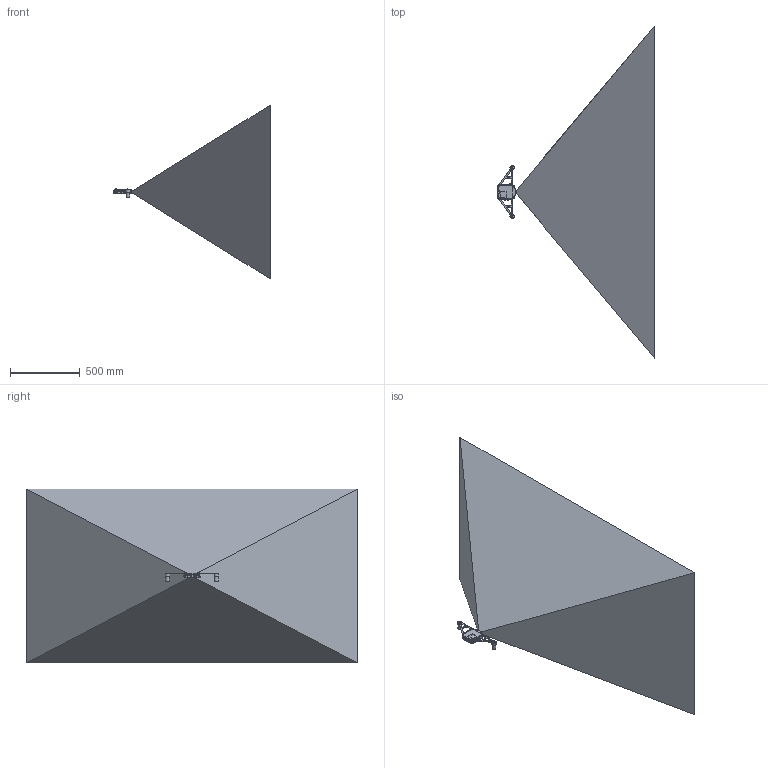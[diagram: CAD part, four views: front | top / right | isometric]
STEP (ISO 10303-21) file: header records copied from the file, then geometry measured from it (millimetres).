
FILE_DESCRIPTION(/* description */ (''),/* implementation_level */ '2;1');
FILE_NAME(/* name */ 'VRTK2_Assembly_step v2.step',/* time_stamp */ '2024-06-18T16:09:22+02:00',/* author */ (''),/* organization */ (''),/* preprocessor_version */ 'ST-DEVELOPER v20',/* originating_system */ 'Autodesk Translation Framework v13.14.0.145',/* authorisation */ '');
FILE_SCHEMA (('AUTOMOTIVE_DESIGN { 1 0 10303 214 3 1 1 }'));
Products named in the file (19): VRTK2_Assembly_step; PA0050001-01 v1; PA0050002-00 v1; camera_window v1; LED_Pin v1; M8_8Pin_female; M8_4PIN v1; Connector_SMA_GNSS; Connector_2; Washer; Nut; Connector_SMA_Wifi v1; Connector_2 (1); Washer (1); Nut (1); STK_bar; GNSS_Antenna; Mount_screw v1; FieldOfView v1
Assembly tree (27 placements, depth 3):
  VRTK2_Assembly_step
    PA0050001-01 v1
    PA0050002-00 v1
    camera_window v1
    LED_Pin v1  x3
    M8_8Pin_female  x3
    M8_4PIN v1
    Connector_SMA_GNSS  x2
      Connector_2
      Washer
      Nut
    Connector_SMA_Wifi v1
      Connector_2 (1)
      Washer (1)
      Nut (1)
    STK_bar
    GNSS_Antenna  x2
    Mount_screw v1  x4
    FieldOfView v1
Bounding box: 1122.01 x 2383.51 x 1249.74 mm (x, y, z)
Volume: 993159897.5 mm3; surface area: 7875776.8 mm2
Topology: 41 solids, 44 shells, 2936 faces, 7452 edges, 4737 vertices
Faces by surface type: plane 1207, cylinder 769, bspline 432, cone 366, torus 151, sphere 11
Full cylindrical faces by diameter (mm): 0.5 x6, 0.6 x4, 0.7 x24, 1 x28, 1.05 x4, 1.5 x3, 1.6 x3, 2 x3, 2.1 x3, 2.33 x3, 2.459 x10, 2.5 x10, 3 x4, 3.2 x3, 3.4 x8, 3.505 x2, 4 x6, 5.2 x2, 5.5 x4, 5.8 x1, 6 x5, 6.5 x1, 6.9 x1, 7 x12, 8.9 x3, 9 x3, 10 x4, 10.2 x3, 12 x1, 27.8 x2
Entity records: 155644 total; most frequent: CARTESIAN_POINT 104376, ORIENTED_EDGE 11368, DIRECTION 9156, EDGE_CURVE 5684, VERTEX_POINT 3638, LINE 3098, VECTOR 3098, AXIS2_PLACEMENT_3D 3029
